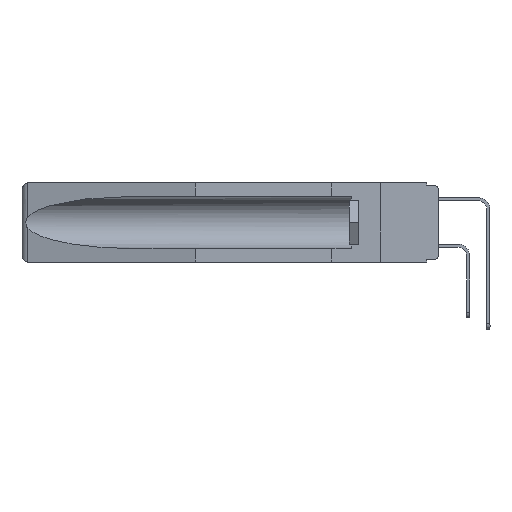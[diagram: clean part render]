
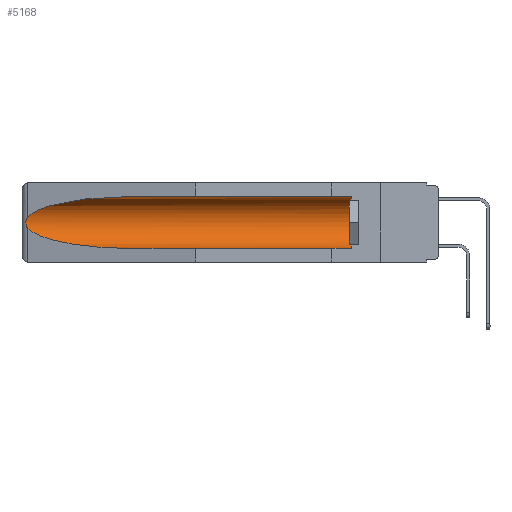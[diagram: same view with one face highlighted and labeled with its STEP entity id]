
A CAD part, left-side view. The second image highlights one B-rep face of the part: STEP entity #5168.
In plain terms, the highlighted cylindrical face has radius 2.857 mm (diameter 5.715 mm), a partial arc.
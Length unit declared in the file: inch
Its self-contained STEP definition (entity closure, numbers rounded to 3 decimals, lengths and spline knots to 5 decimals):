
#167 = CARTESIAN_POINT ( 'NONE',  ( 0.155, -0.30754, -0.1715 ) ) ;
#286 = VERTEX_POINT ( 'NONE', #17256 ) ;
#425 = DIRECTION ( 'NONE',  ( 0., 0., 1. ) ) ;
#802 = CARTESIAN_POINT ( 'NONE',  ( 0.26537, 1.52718, -0.19328 ) ) ;
#2367 = VERTEX_POINT ( 'NONE', #14007 ) ;
#2825 = DIRECTION ( 'NONE',  ( 0., 1., 0. ) ) ;
#3248 = CARTESIAN_POINT ( 'NONE',  ( 0.155, 0.126, -0.1715 ) ) ;
#3476 = CARTESIAN_POINT ( 'NONE',  ( 0.26655, 1.53094, -0.18657 ) ) ;
#3514 = CARTESIAN_POINT ( 'NONE',  ( 0.155, -0.30754, -0.284 ) ) ;
#3899 = VECTOR ( 'NONE', #8890, 39.37008 ) ;
#4403 = CARTESIAN_POINT ( 'NONE',  ( 0.21114, 1.30732, -0.059 ) ) ;
#5168 = ADVANCED_FACE ( 'NONE', ( #12533 ), #8464, .F. ) ;
#5169 = CARTESIAN_POINT ( 'NONE',  ( 0.21114, 1.30732, -0.284 ) ) ;
#5399 = ORIENTED_EDGE ( 'NONE', *, *, #12362, .F. ) ;
#5748 =( BOUNDED_CURVE ( )  B_SPLINE_CURVE ( 3, ( #10942, #4403, #13681, #8186 ),
 .UNSPECIFIED., .F., .F. ) 
 B_SPLINE_CURVE_WITH_KNOTS ( ( 4, 4 ),
 ( 4.71239, 6.08839 ),
 .UNSPECIFIED. ) 
 CURVE ( )  GEOMETRIC_REPRESENTATION_ITEM ( )  RATIONAL_B_SPLINE_CURVE ( ( 1., 0.848, 0.848, 1. ) ) 
 REPRESENTATION_ITEM ( '' )  );
#5766 = EDGE_CURVE ( 'NONE', #286, #15517, #8802, .T. ) ;
#5836 = VERTEX_POINT ( 'NONE', #7550 ) ;
#6050 = DIRECTION ( 'NONE',  ( 0., -1., 0. ) ) ;
#6086 = ORIENTED_EDGE ( 'NONE', *, *, #13489, .T. ) ;
#6149 = LINE ( 'NONE', #3514, #3899 ) ;
#6223 = CARTESIAN_POINT ( 'NONE',  ( 0.155, 0.126, -0.059 ) ) ;
#6291 = CARTESIAN_POINT ( 'NONE',  ( 0.26597, 1.5296, -0.19026 ) ) ;
#7109 = ORIENTED_EDGE ( 'NONE', *, *, #11606, .T. ) ;
#7162 = DIRECTION ( 'NONE',  ( 0., 1., 0. ) ) ;
#7550 = CARTESIAN_POINT ( 'NONE',  ( 0.26537, 1.52718, -0.19328 ) ) ;
#7748 = CARTESIAN_POINT ( 'NONE',  ( 0.155, 1.07973, -0.284 ) ) ;
#7846 = EDGE_CURVE ( 'NONE', #5836, #16860, #15466, .T. ) ;
#8073 = CARTESIAN_POINT ( 'NONE',  ( 0.155, 1.07973, -0.284 ) ) ;
#8186 = CARTESIAN_POINT ( 'NONE',  ( 0.26537, 1.52718, -0.14972 ) ) ;
#8196 = CARTESIAN_POINT ( 'NONE',  ( 0.155, -0.30754, -0.059 ) ) ;
#8464 = CYLINDRICAL_SURFACE ( 'NONE', #9655, 0.1125 ) ;
#8505 = ORIENTED_EDGE ( 'NONE', *, *, #7846, .T. ) ;
#8632 = B_SPLINE_CURVE_WITH_KNOTS ( 'NONE', 3,
 ( #16784, #14171, #8938, #17038, #9033, #15426, #15597, #3476, #6291, #802 ),
 .UNSPECIFIED., .F., .F.,
 ( 4, 2, 2, 2, 4 ),
 ( 0., 0.00029, 0.00058, 0.00087, 0.00117 ),
 .UNSPECIFIED. ) ;
#8802 = CIRCLE ( 'NONE', #9368, 0.1125 ) ;
#8890 = DIRECTION ( 'NONE',  ( 0., 1., 0. ) ) ;
#8938 = CARTESIAN_POINT ( 'NONE',  ( 0.26654, 1.53092, -0.15636 ) ) ;
#9033 = CARTESIAN_POINT ( 'NONE',  ( 0.2675, 1.53308, -0.16763 ) ) ;
#9060 = CARTESIAN_POINT ( 'NONE',  ( 0.25451, 1.48313, -0.24835 ) ) ;
#9368 = AXIS2_PLACEMENT_3D ( 'NONE', #3248, #6050, #10124 ) ;
#9655 = AXIS2_PLACEMENT_3D ( 'NONE', #167, #7162, #425 ) ;
#10124 = DIRECTION ( 'NONE',  ( 0., 0., 1. ) ) ;
#10942 = CARTESIAN_POINT ( 'NONE',  ( 0.155, 1.07973, -0.059 ) ) ;
#11515 = VECTOR ( 'NONE', #2825, 39.37008 ) ;
#11606 = EDGE_CURVE ( 'NONE', #2367, #15015, #5748, .T. ) ;
#12362 = EDGE_CURVE ( 'NONE', #286, #16860, #6149, .T. ) ;
#12533 = FACE_OUTER_BOUND ( 'NONE', #16564, .T. ) ;
#13489 = EDGE_CURVE ( 'NONE', #15517, #2367, #14669, .T. ) ;
#13681 = CARTESIAN_POINT ( 'NONE',  ( 0.25451, 1.48313, -0.09465 ) ) ;
#14007 = CARTESIAN_POINT ( 'NONE',  ( 0.155, 1.07973, -0.059 ) ) ;
#14171 = CARTESIAN_POINT ( 'NONE',  ( 0.26597, 1.52961, -0.15275 ) ) ;
#14669 = LINE ( 'NONE', #8196, #11515 ) ;
#15015 = VERTEX_POINT ( 'NONE', #16930 ) ;
#15426 = CARTESIAN_POINT ( 'NONE',  ( 0.2675, 1.53308, -0.17534 ) ) ;
#15466 =( BOUNDED_CURVE ( )  B_SPLINE_CURVE ( 3, ( #17333, #9060, #5169, #7748 ),
 .UNSPECIFIED., .F., .F. ) 
 B_SPLINE_CURVE_WITH_KNOTS ( ( 4, 4 ),
 ( 0.1948, 1.5708 ),
 .UNSPECIFIED. ) 
 CURVE ( )  GEOMETRIC_REPRESENTATION_ITEM ( )  RATIONAL_B_SPLINE_CURVE ( ( 1., 0.848, 0.848, 1. ) ) 
 REPRESENTATION_ITEM ( '' )  );
#15517 = VERTEX_POINT ( 'NONE', #6223 ) ;
#15597 = CARTESIAN_POINT ( 'NONE',  ( 0.2673, 1.53269, -0.17917 ) ) ;
#16564 = EDGE_LOOP ( 'NONE', ( #7109, #16911, #8505, #5399, #16595, #6086 ) ) ;
#16595 = ORIENTED_EDGE ( 'NONE', *, *, #5766, .T. ) ;
#16784 = CARTESIAN_POINT ( 'NONE',  ( 0.26537, 1.52718, -0.14972 ) ) ;
#16860 = VERTEX_POINT ( 'NONE', #8073 ) ;
#16911 = ORIENTED_EDGE ( 'NONE', *, *, #17177, .T. ) ;
#16930 = CARTESIAN_POINT ( 'NONE',  ( 0.26537, 1.52718, -0.14972 ) ) ;
#17038 = CARTESIAN_POINT ( 'NONE',  ( 0.2673, 1.5327, -0.16383 ) ) ;
#17177 = EDGE_CURVE ( 'NONE', #15015, #5836, #8632, .T. ) ;
#17256 = CARTESIAN_POINT ( 'NONE',  ( 0.155, 0.126, -0.284 ) ) ;
#17333 = CARTESIAN_POINT ( 'NONE',  ( 0.26537, 1.52718, -0.19328 ) ) ;
